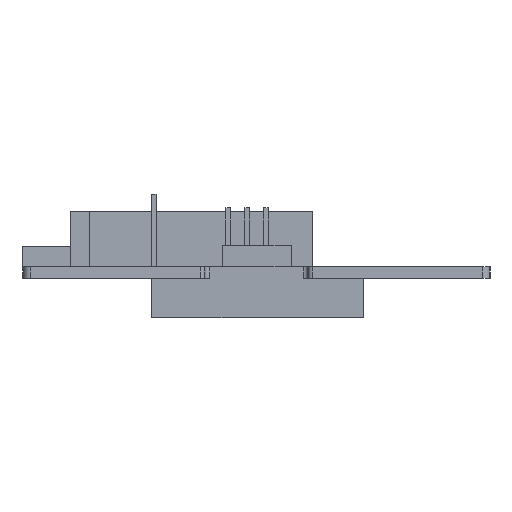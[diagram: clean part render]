
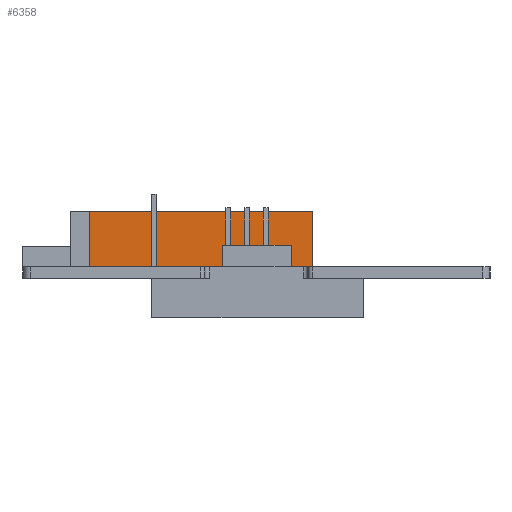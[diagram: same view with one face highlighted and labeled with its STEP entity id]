
A CAD part, left-side view. The second image highlights one B-rep face of the part: STEP entity #6358.
In plain terms, the highlighted planar face has unit normal (-1, 0, 0).
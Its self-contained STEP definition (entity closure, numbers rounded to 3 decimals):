
#784=FACE_OUTER_BOUND('',#1232,.T.);
#1232=EDGE_LOOP('',(#5076,#5077,#5078,#5079));
#1619=LINE('',#9265,#2245);
#1806=LINE('',#10004,#2432);
#1810=LINE('',#10012,#2436);
#1811=LINE('',#10014,#2437);
#2245=VECTOR('',#7357,10.);
#2432=VECTOR('',#8206,10.);
#2436=VECTOR('',#8214,10.);
#2437=VECTOR('',#8217,10.);
#2916=VERTEX_POINT('',#9259);
#2918=VERTEX_POINT('',#9263);
#3139=VERTEX_POINT('',#10002);
#3141=VERTEX_POINT('',#10010);
#3510=EDGE_CURVE('',#2916,#2918,#1619,.T.);
#3880=EDGE_CURVE('',#2918,#3139,#1806,.T.);
#3884=EDGE_CURVE('',#3139,#3141,#1810,.T.);
#3885=EDGE_CURVE('',#2916,#3141,#1811,.T.);
#5076=ORIENTED_EDGE('',*,*,#3510,.T.);
#5077=ORIENTED_EDGE('',*,*,#3880,.T.);
#5078=ORIENTED_EDGE('',*,*,#3884,.T.);
#5079=ORIENTED_EDGE('',*,*,#3885,.F.);
#6045=PLANE('',#6934);
#6358=ADVANCED_FACE('',(#784),#6045,.T.);
#6934=AXIS2_PLACEMENT_3D('',#10013,#8215,#8216);
#7357=DIRECTION('',(0.,-1.,0.));
#8206=DIRECTION('',(0.,0.,1.));
#8214=DIRECTION('',(0.,1.,0.));
#8215=DIRECTION('center_axis',(-1.,0.,0.));
#8216=DIRECTION('ref_axis',(0.,-1.,0.));
#8217=DIRECTION('',(0.,0.,1.));
#9259=CARTESIAN_POINT('',(92.617,54.618,0.));
#9263=CARTESIAN_POINT('',(92.617,24.135,0.));
#9265=CARTESIAN_POINT('',(92.617,43.184,0.));
#10002=CARTESIAN_POINT('',(92.617,24.135,7.5));
#10004=CARTESIAN_POINT('',(92.617,24.135,0.));
#10010=CARTESIAN_POINT('',(92.617,54.618,7.5));
#10012=CARTESIAN_POINT('',(92.617,46.997,7.5));
#10013=CARTESIAN_POINT('Origin',(92.617,54.618,0.));
#10014=CARTESIAN_POINT('',(92.617,54.618,0.));
